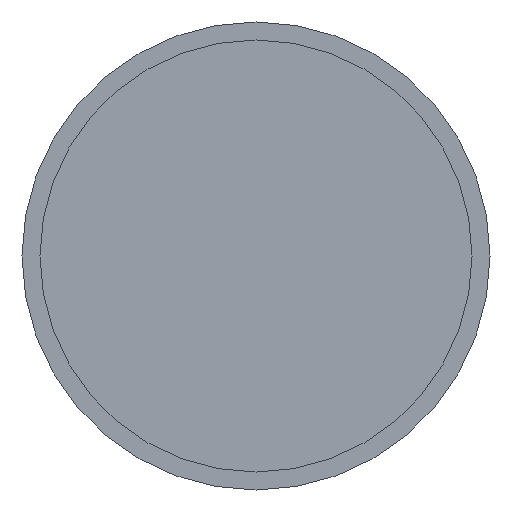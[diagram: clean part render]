
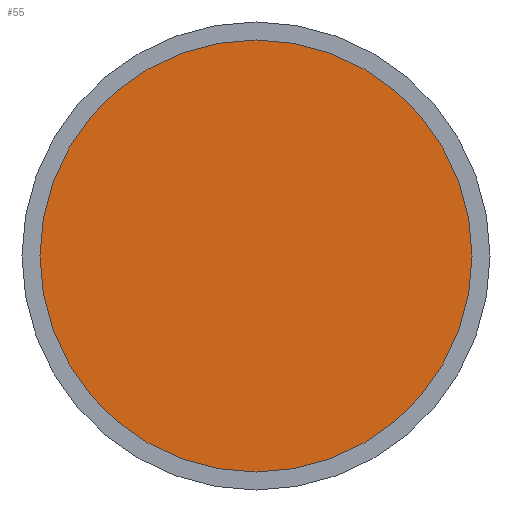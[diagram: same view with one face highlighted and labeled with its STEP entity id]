
A CAD part, front view. The second image highlights one B-rep face of the part: STEP entity #55.
In plain terms, the highlighted planar face has unit normal (0, -1, 0).
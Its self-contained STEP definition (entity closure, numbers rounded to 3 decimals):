
#55 = ADVANCED_FACE( '', ( #123 ), #124, .F. );
#123 = FACE_OUTER_BOUND( '', #240, .T. );
#124 = PLANE( '', #241 );
#240 = EDGE_LOOP( '', ( #327 ) );
#241 = AXIS2_PLACEMENT_3D( '', #328, #329, #330 );
#327 = ORIENTED_EDGE( '', *, *, #455, .T. );
#328 = CARTESIAN_POINT( '', ( 30., -3., 0. ) );
#329 = DIRECTION( '', ( 0., 1., 0. ) );
#330 = DIRECTION( '', ( 0., 0., 1. ) );
#455 = EDGE_CURVE( '', #517, #517, #518, .T. );
#517 = VERTEX_POINT( '', #598 );
#518 = CIRCLE( '', #599, 30. );
#598 = CARTESIAN_POINT( '', ( 0., -3., -30. ) );
#599 = AXIS2_PLACEMENT_3D( '', #686, #687, #688 );
#686 = CARTESIAN_POINT( '', ( 0., -3., 0. ) );
#687 = DIRECTION( '', ( 0., -1., 0. ) );
#688 = DIRECTION( '', ( 0., 0., -1. ) );
